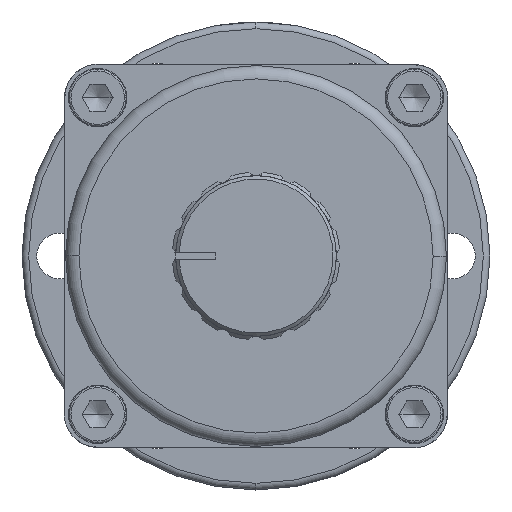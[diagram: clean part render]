
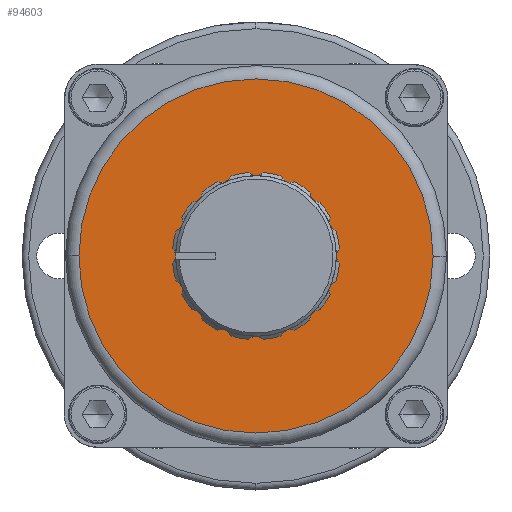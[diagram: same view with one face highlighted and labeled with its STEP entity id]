
A CAD part, left-side view. The second image highlights one B-rep face of the part: STEP entity #94603.
In plain terms, the highlighted planar face has unit normal (-1, 0, 0).
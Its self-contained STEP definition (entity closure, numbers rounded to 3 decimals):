
#23500=CARTESIAN_POINT('',(-383.9,-0.001,
0.001));
#23501=DIRECTION('',(1.,0.,0.));
#23502=DIRECTION('',(0.,1.,0.002));
#23503=AXIS2_PLACEMENT_3D('',#23500,#23501,#23502);
#23505=CARTESIAN_POINT('',(-383.9,-0.001,
0.001));
#23506=DIRECTION('',(1.,0.,0.));
#23507=DIRECTION('',(0.,-1.,-0.002));
#23508=AXIS2_PLACEMENT_3D('',#23505,#23506,#23507);
#23510=CARTESIAN_POINT('',(-383.9,-0.001,
0.001));
#23511=DIRECTION('',(-1.,0.,0.));
#23512=DIRECTION('',(0.,-0.002,1.));
#23513=AXIS2_PLACEMENT_3D('',#23510,#23511,#23512);
#23515=CARTESIAN_POINT('',(-383.9,-0.001,
0.001));
#23516=DIRECTION('',(-1.,0.,0.));
#23517=DIRECTION('',(0.,0.002,-1.));
#23518=AXIS2_PLACEMENT_3D('',#23515,#23516,#23517);
#49840=CARTESIAN_POINT('',(-383.9,26.449,
0.056));
#49841=VERTEX_POINT('',#49840);
#49842=CARTESIAN_POINT('',(-383.9,-26.45,
-0.055));
#49843=VERTEX_POINT('',#49842);
#49844=CARTESIAN_POINT('',(-383.9,-0.007,
3.176));
#49845=CARTESIAN_POINT('',(-383.9,0.006,
-3.174));
#49846=VERTEX_POINT('',#49844);
#49847=VERTEX_POINT('',#49845);
#94588=CARTESIAN_POINT('',(-383.9,-0.001,
0.001));
#94589=DIRECTION('',(1.,0.,0.));
#94590=DIRECTION('',(0.,1.,0.002));
#94591=AXIS2_PLACEMENT_3D('',#94588,#94589,#94590);
#94592=PLANE('',#94591);
#94593=ORIENTED_EDGE('',*,*,#94555,.T.);
#94594=ORIENTED_EDGE('',*,*,#94570,.T.);
#94595=EDGE_LOOP('',(#94593,#94594));
#94596=FACE_OUTER_BOUND('',#94595,.F.);
#94598=ORIENTED_EDGE('',*,*,#94597,.T.);
#94600=ORIENTED_EDGE('',*,*,#94599,.T.);
#94601=EDGE_LOOP('',(#94598,#94600));
#94602=FACE_BOUND('',#94601,.F.);
#23504=CIRCLE('',#23503,26.45);
#23509=CIRCLE('',#23508,26.45);
#23514=CIRCLE('',#23513,3.175);
#23519=CIRCLE('',#23518,3.175);
#94555=EDGE_CURVE('',#49841,#49843,#23504,.T.);
#94570=EDGE_CURVE('',#49843,#49841,#23509,.T.);
#94597=EDGE_CURVE('',#49846,#49847,#23514,.T.);
#94599=EDGE_CURVE('',#49847,#49846,#23519,.T.);
#94603=ADVANCED_FACE('',(#94596,#94602),#94592,.F.);
